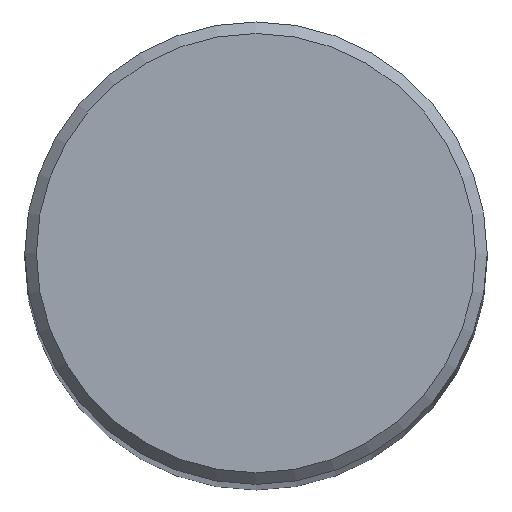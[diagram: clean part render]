
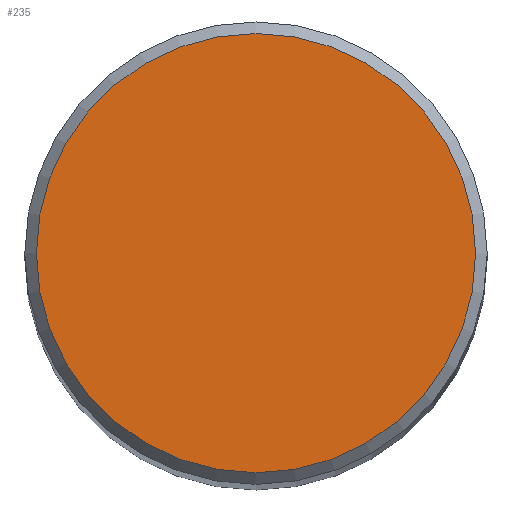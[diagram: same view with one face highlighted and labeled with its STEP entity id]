
A CAD part, top view. The second image highlights one B-rep face of the part: STEP entity #235.
In plain terms, the highlighted planar face has unit normal (0, 0, 1).
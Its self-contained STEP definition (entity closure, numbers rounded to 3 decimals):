
#189=FACE_OUTER_BOUND('',#385,.T.);
#235=ADVANCED_FACE('CU_CY_N4_SU_1',(#189),#292,.F.);
#292=PLANE('',#932);
#385=EDGE_LOOP('',(#463));
#463=ORIENTED_EDGE('',*,*,#753,.F.);
#678=VERTEX_POINT('',#1305);
#753=EDGE_CURVE('',#678,#678,#861,.T.);
#861=CIRCLE('',#931,9.491);
#931=AXIS2_PLACEMENT_3D('',#1304,#1040,#1041);
#932=AXIS2_PLACEMENT_3D('',#1306,#1042,#1043);
#1040=DIRECTION('',(0.,0.,-1.));
#1041=DIRECTION('',(-1.,0.,0.));
#1042=DIRECTION('',(0.,0.,-1.));
#1043=DIRECTION('',(-1.,0.,0.));
#1304=CARTESIAN_POINT('',(0.,0.,0.));
#1305=CARTESIAN_POINT('',(-9.491,0.,0.));
#1306=CARTESIAN_POINT('',(0.,0.,0.));
